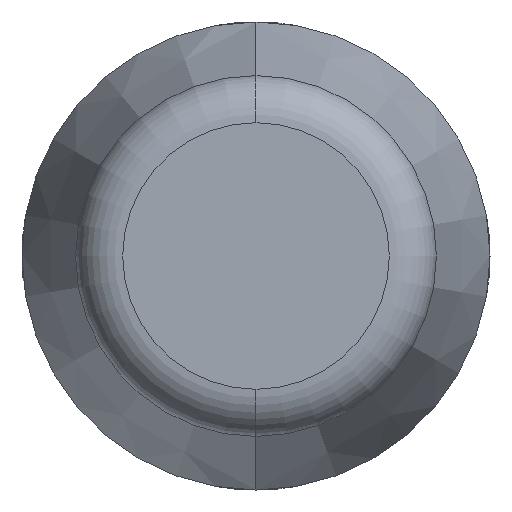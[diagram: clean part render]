
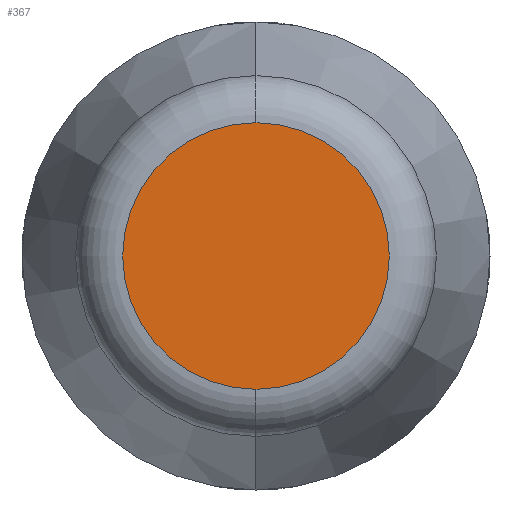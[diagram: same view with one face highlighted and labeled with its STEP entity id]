
A CAD part, left-side view. The second image highlights one B-rep face of the part: STEP entity #367.
In plain terms, the highlighted planar face has unit normal (-1, 0, 0).
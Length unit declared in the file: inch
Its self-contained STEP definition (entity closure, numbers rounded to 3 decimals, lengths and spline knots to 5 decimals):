
#367 = ADVANCED_FACE ( 'NONE', ( #1552 ), #1505, .F. ) ;
#368 = ORIENTED_EDGE ( 'NONE', *, *, #440, .T. ) ;
#372 = EDGE_LOOP ( 'NONE', ( #2952, #368 ) ) ;
#440 = EDGE_CURVE ( 'NONE', #564, #556, #1682, .T. ) ;
#555 = EDGE_CURVE ( 'NONE', #556, #564, #1844, .T. ) ;
#556 = VERTEX_POINT ( 'NONE', #1853 ) ;
#564 = VERTEX_POINT ( 'NONE', #1867 ) ;
#1504 = CARTESIAN_POINT ( 'NONE',  ( -20.4063, 0., 0. ) ) ;
#1505 = PLANE ( 'NONE',  #1542 ) ;
#1530 = DIRECTION ( 'NONE',  ( 0., 0., -1. ) ) ;
#1531 = DIRECTION ( 'NONE',  ( 1., 0., 0. ) ) ;
#1542 = AXIS2_PLACEMENT_3D ( 'NONE', #1504, #1531, #1530 ) ;
#1552 = FACE_OUTER_BOUND ( 'NONE', #372, .T. ) ;
#1670 = DIRECTION ( 'NONE',  ( 0., 0., 1. ) ) ;
#1671 = DIRECTION ( 'NONE',  ( -1., 0., 0. ) ) ;
#1672 = CARTESIAN_POINT ( 'NONE',  ( -20.4063, 0., 0. ) ) ;
#1676 = AXIS2_PLACEMENT_3D ( 'NONE', #1672, #1671, #1670 ) ;
#1682 = CIRCLE ( 'NONE', #1676, 0.35375 ) ;
#1844 = CIRCLE ( 'NONE', #1905, 0.35375 ) ;
#1847 = CARTESIAN_POINT ( 'NONE',  ( -20.4063, 0., 0. ) ) ;
#1853 = CARTESIAN_POINT ( 'NONE',  ( -20.4063, 0., 0.35375 ) ) ;
#1867 = CARTESIAN_POINT ( 'NONE',  ( -20.4063, 0., -0.35375 ) ) ;
#1903 = DIRECTION ( 'NONE',  ( 0., 0., 1. ) ) ;
#1904 = DIRECTION ( 'NONE',  ( -1., 0., 0. ) ) ;
#1905 = AXIS2_PLACEMENT_3D ( 'NONE', #1847, #1904, #1903 ) ;
#2952 = ORIENTED_EDGE ( 'NONE', *, *, #555, .T. ) ;
